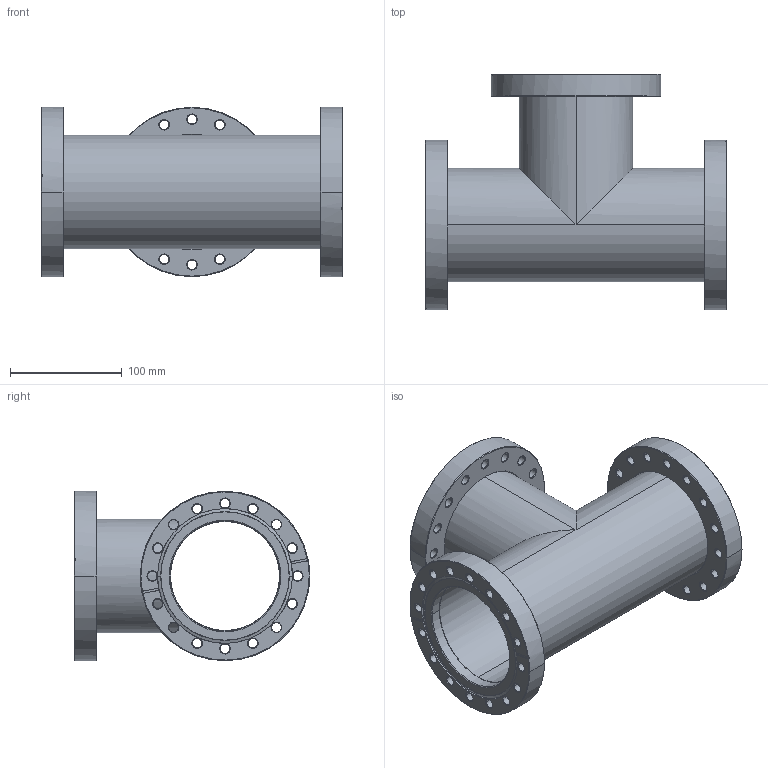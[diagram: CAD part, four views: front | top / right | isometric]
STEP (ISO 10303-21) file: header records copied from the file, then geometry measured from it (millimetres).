
FILE_DESCRIPTION (( 'STEP AP214' ), '1' );
FILE_NAME ('Hositrad_FT100-100.STEP', '2016-05-25T12:16:58', ( '' ), ( '' ), 'SwSTEP 2.0', 'SolidWorks 2016', '' );
FILE_SCHEMA (( 'AUTOMOTIVE_DESIGN' ));
Length unit declared in the file: millimetre
Products named in the file (3): NW100CF-weld_CF100-102; Tee-equal; Hositrad_FT100-100
Assembly tree (4 placements, depth 2):
  Hositrad_FT100-100
    Tee-equal
    NW100CF-weld_CF100-102  x3
Bounding box: 269.8 x 210.7 x 151.6 mm (x, y, z)
Volume: 733938.4 mm3; surface area: 323528.5 mm2
Topology: 4 solids, 4 shells, 399 faces, 934 edges, 541 vertices
Faces by surface type: cone 231, cylinder 130, plane 36, bspline 2
Entity records: 4799 total; most frequent: CARTESIAN_POINT 903, DIRECTION 793, ORIENTED_EDGE 660, EDGE_CURVE 330, AXIS2_PLACEMENT_3D 325, VERTEX_POINT 191, EDGE_LOOP 181, CIRCLE 177
